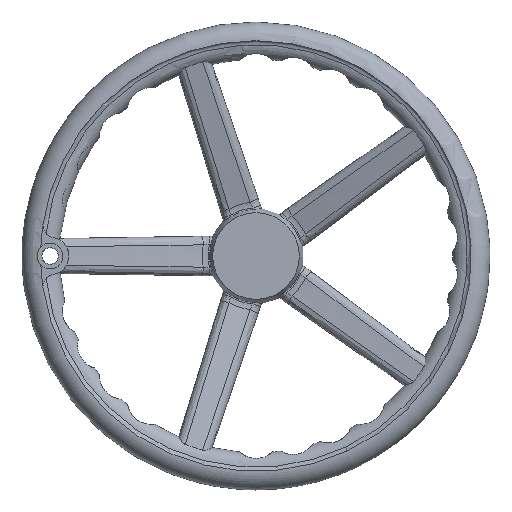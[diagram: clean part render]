
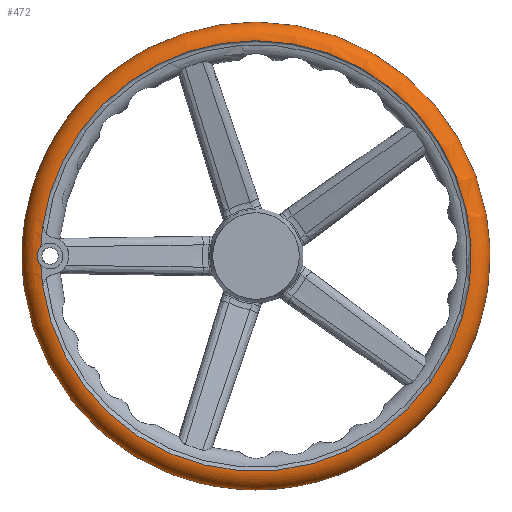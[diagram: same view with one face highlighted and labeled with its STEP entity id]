
A CAD part, left-side view. The second image highlights one B-rep face of the part: STEP entity #472.
In plain terms, the highlighted toroidal (fillet/blend) face has major radius 184 mm and minor radius 16 mm.
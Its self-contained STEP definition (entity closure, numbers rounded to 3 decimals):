
#472=ADVANCED_FACE('',(#851,#852),#629,.T.);
#629=TOROIDAL_SURFACE('',#2530,184.,16.);
#650=B_SPLINE_CURVE_WITH_KNOTS('',3,(#3254,#3255,#3256,#3257,#3258,#3259),
.UNSPECIFIED.,.F.,.F.,(4,2,4),(0.,0.5,1.),.UNSPECIFIED.);
#851=FACE_BOUND('',#896,.T.);
#852=FACE_BOUND('',#897,.T.);
#896=EDGE_LOOP('',(#1094));
#897=EDGE_LOOP('',(#1095,#1096,#1097,#1098));
#1094=ORIENTED_EDGE('',*,*,#2043,.T.);
#1095=ORIENTED_EDGE('',*,*,#2048,.F.);
#1096=ORIENTED_EDGE('',*,*,#2049,.F.);
#1097=ORIENTED_EDGE('',*,*,#2050,.F.);
#1098=ORIENTED_EDGE('',*,*,#2051,.F.);
#1811=VERTEX_POINT('',#3239);
#1816=VERTEX_POINT('',#3260);
#1817=VERTEX_POINT('',#3261);
#1818=VERTEX_POINT('',#3263);
#1819=VERTEX_POINT('',#3265);
#2043=EDGE_CURVE('',#1811,#1811,#2404,.T.);
#2048=EDGE_CURVE('',#1816,#1817,#650,.T.);
#2049=EDGE_CURVE('',#1818,#1816,#2408,.T.);
#2050=EDGE_CURVE('',#1819,#1818,#2409,.T.);
#2051=EDGE_CURVE('',#1817,#1819,#2410,.T.);
#2404=CIRCLE('',#2522,184.);
#2408=CIRCLE('',#2527,184.);
#2409=CIRCLE('',#2528,184.);
#2410=CIRCLE('',#2529,184.);
#2522=AXIS2_PLACEMENT_3D('',#3238,#2747,#2748);
#2527=AXIS2_PLACEMENT_3D('',#3262,#2757,#2758);
#2528=AXIS2_PLACEMENT_3D('',#3264,#2759,#2760);
#2529=AXIS2_PLACEMENT_3D('',#3266,#2761,#2762);
#2530=AXIS2_PLACEMENT_3D('',#3267,#2763,#2764);
#2747=DIRECTION('',(-1.,0.,0.));
#2748=DIRECTION('',(0.,0.,1.));
#2757=DIRECTION('',(-1.,0.,0.));
#2758=DIRECTION('',(0.,0.,1.));
#2759=DIRECTION('',(-1.,0.,0.));
#2760=DIRECTION('',(0.,0.,1.));
#2761=DIRECTION('',(-1.,0.,0.));
#2762=DIRECTION('',(0.,0.,1.));
#2763=DIRECTION('',(-1.,0.,0.));
#2764=DIRECTION('',(0.,0.,1.));
#3238=CARTESIAN_POINT('',(716.413,692.153,0.));
#3239=CARTESIAN_POINT('',(716.413,692.153,184.));
#3254=CARTESIAN_POINT('',(684.413,875.988,7.792));
#3255=CARTESIAN_POINT('',(684.413,878.025,5.744));
#3256=CARTESIAN_POINT('',(684.707,879.205,2.874));
#3257=CARTESIAN_POINT('',(684.706,879.201,-2.891));
#3258=CARTESIAN_POINT('',(684.413,878.011,-5.759));
#3259=CARTESIAN_POINT('',(684.413,875.988,-7.792));
#3260=CARTESIAN_POINT('',(684.413,875.988,7.792));
#3261=CARTESIAN_POINT('',(684.413,875.988,-7.792));
#3262=CARTESIAN_POINT('',(684.413,692.153,0.));
#3263=CARTESIAN_POINT('',(684.413,874.235,26.5));
#3264=CARTESIAN_POINT('',(684.413,692.153,0.));
#3265=CARTESIAN_POINT('',(684.413,874.235,-26.5));
#3266=CARTESIAN_POINT('',(684.413,692.153,0.));
#3267=CARTESIAN_POINT('',(700.413,692.153,0.));
